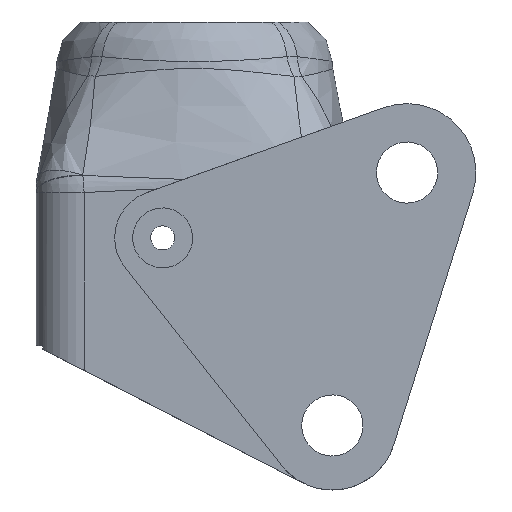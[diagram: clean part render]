
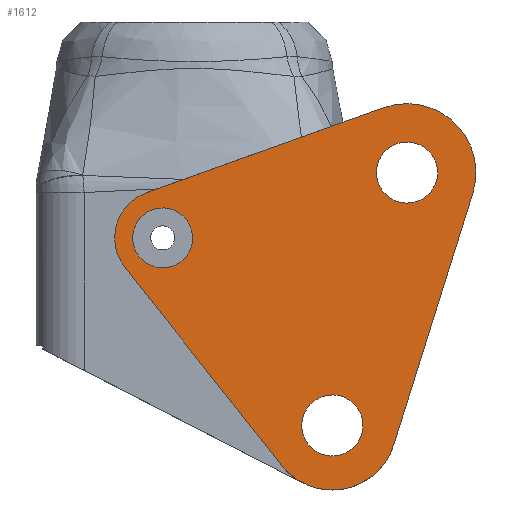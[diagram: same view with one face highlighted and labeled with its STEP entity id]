
A CAD part, left-side view. The second image highlights one B-rep face of the part: STEP entity #1612.
In plain terms, the highlighted planar face has unit normal (-1, 0, 0).
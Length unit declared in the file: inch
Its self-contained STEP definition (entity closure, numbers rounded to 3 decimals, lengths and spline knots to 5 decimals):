
#48=FACE_BOUND('',#355,.T.);
#49=FACE_BOUND('',#356,.T.);
#50=FACE_BOUND('',#357,.T.);
#258=FACE_OUTER_BOUND('',#354,.T.);
#354=EDGE_LOOP('',(#1244,#1245,#1246,#1247,#1248,#1249));
#355=EDGE_LOOP('',(#1250));
#356=EDGE_LOOP('',(#1251));
#357=EDGE_LOOP('',(#1252));
#450=CIRCLE('',#1740,0.09843);
#453=CIRCLE('',#1745,0.15748);
#454=CIRCLE('',#1747,0.22617);
#455=CIRCLE('',#1749,0.21176);
#457=CIRCLE('',#1752,0.10039);
#458=CIRCLE('',#1754,0.10039);
#585=LINE('',#2578,#672);
#590=LINE('',#2593,#677);
#596=LINE('',#2640,#683);
#672=VECTOR('',#1997,0.3937);
#677=VECTOR('',#2010,0.3937);
#683=VECTOR('',#2042,0.3937);
#774=VERTEX_POINT('',#2575);
#775=VERTEX_POINT('',#2577);
#776=VERTEX_POINT('',#2581);
#780=VERTEX_POINT('',#2590);
#781=VERTEX_POINT('',#2592);
#784=VERTEX_POINT('',#2623);
#785=VERTEX_POINT('',#2627);
#786=VERTEX_POINT('',#2632);
#787=VERTEX_POINT('',#2636);
#936=EDGE_CURVE('',#774,#775,#585,.T.);
#938=EDGE_CURVE('',#776,#776,#450,.T.);
#943=EDGE_CURVE('',#780,#781,#590,.T.);
#949=EDGE_CURVE('',#775,#780,#453,.T.);
#950=EDGE_CURVE('',#781,#784,#454,.T.);
#953=EDGE_CURVE('',#785,#774,#455,.T.);
#955=EDGE_CURVE('',#786,#786,#457,.T.);
#957=EDGE_CURVE('',#787,#787,#458,.T.);
#959=EDGE_CURVE('',#784,#785,#596,.T.);
#1244=ORIENTED_EDGE('',*,*,#953,.F.);
#1245=ORIENTED_EDGE('',*,*,#959,.F.);
#1246=ORIENTED_EDGE('',*,*,#950,.F.);
#1247=ORIENTED_EDGE('',*,*,#943,.F.);
#1248=ORIENTED_EDGE('',*,*,#949,.F.);
#1249=ORIENTED_EDGE('',*,*,#936,.F.);
#1250=ORIENTED_EDGE('',*,*,#938,.F.);
#1251=ORIENTED_EDGE('',*,*,#957,.F.);
#1252=ORIENTED_EDGE('',*,*,#955,.F.);
#1571=PLANE('',#1756);
#1612=ADVANCED_FACE('',(#258,#48,#49,#50),#1571,.F.);
#1740=AXIS2_PLACEMENT_3D('',#2582,#2001,#2002);
#1745=AXIS2_PLACEMENT_3D('',#2621,#2016,#2017);
#1747=AXIS2_PLACEMENT_3D('',#2624,#2020,#2021);
#1749=AXIS2_PLACEMENT_3D('',#2629,#2026,#2027);
#1752=AXIS2_PLACEMENT_3D('',#2633,#2032,#2033);
#1754=AXIS2_PLACEMENT_3D('',#2637,#2037,#2038);
#1756=AXIS2_PLACEMENT_3D('',#2641,#2043,#2044);
#1997=DIRECTION('',(0.,0.621,0.784));
#2001=DIRECTION('center_axis',(-1.,0.,0.));
#2002=DIRECTION('ref_axis',(0.,0.679,-0.734));
#2010=DIRECTION('',(0.,-0.941,0.337));
#2016=DIRECTION('center_axis',(1.,0.,0.));
#2017=DIRECTION('ref_axis',(0.,0.679,-0.734));
#2020=DIRECTION('center_axis',(1.,0.,0.));
#2021=DIRECTION('ref_axis',(0.,0.734,0.679));
#2026=DIRECTION('center_axis',(1.,0.,0.));
#2027=DIRECTION('ref_axis',(0.,0.964,0.267));
#2032=DIRECTION('center_axis',(-1.,0.,0.));
#2033=DIRECTION('ref_axis',(0.,-0.734,-0.679));
#2037=DIRECTION('center_axis',(-1.,0.,0.));
#2038=DIRECTION('ref_axis',(0.,-0.734,-0.679));
#2042=DIRECTION('',(0.,0.299,-0.954));
#2043=DIRECTION('center_axis',(1.,0.,0.));
#2044=DIRECTION('ref_axis',(0.,0.679,-0.734));
#2575=CARTESIAN_POINT('',(-0.16535,0.1542,-0.393));
#2577=CARTESIAN_POINT('',(-0.16535,0.66872,0.25655));
#2578=CARTESIAN_POINT('',(-0.16535,0.1542,-0.393));
#2581=CARTESIAN_POINT('',(-0.16535,0.47841,0.42656));
#2582=CARTESIAN_POINT('Origin',(-0.16535,0.54528,0.35433));
#2590=CARTESIAN_POINT('',(-0.16535,0.5984,0.50258));
#2592=CARTESIAN_POINT('',(-0.16535,-0.18067,0.78174));
#2593=CARTESIAN_POINT('',(-0.16535,0.5984,0.50258));
#2621=CARTESIAN_POINT('Origin',(-0.16535,0.54528,0.35433));
#2623=CARTESIAN_POINT('',(-0.16535,-0.47277,0.50114));
#2624=CARTESIAN_POINT('Origin',(-0.16535,-0.25696,0.56882));
#2627=CARTESIAN_POINT('',(-0.16535,-0.21586,-0.31809));
#2629=CARTESIAN_POINT('Origin',(-0.16535,-0.01179,
-0.26151));
#2632=CARTESIAN_POINT('',(-0.16535,-0.18329,0.63702));
#2633=CARTESIAN_POINT('Origin',(-0.16535,-0.25696,0.56882));
#2636=CARTESIAN_POINT('',(-0.16535,0.06188,-0.19331));
#2637=CARTESIAN_POINT('Origin',(-0.16535,-0.01179,
-0.26151));
#2640=CARTESIAN_POINT('',(-0.16535,-0.47277,0.50114));
#2641=CARTESIAN_POINT('Origin',(-0.16535,-0.13399,0.16384));
